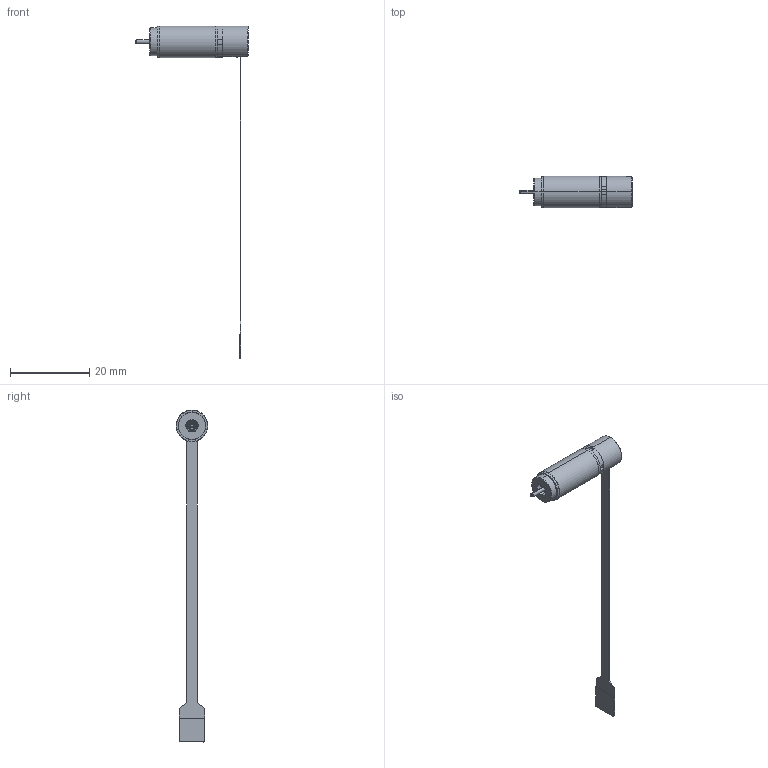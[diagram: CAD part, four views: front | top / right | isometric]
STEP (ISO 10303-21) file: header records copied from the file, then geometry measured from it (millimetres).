
FILE_DESCRIPTION(('STEP AP214'),'1');
FILE_NAME('cctmp_F5C38B2E-1D09-4C0D-90A6-87F955F820D9_2021_3_2_17_45_44_120..stp','2021-03-02T16:45:44',('maxon motor ag'),('CADClick - www.CADClick.com'),'Spatial InterOp 3D',' ','unknown authorization');
FILE_SCHEMA(('AUTOMOTIVE_DESIGN'));
Length unit declared in the file: millimetre
Products named in the file (7): 0
Assembly tree (6 placements, depth 2):
  (unnamed)
    0
    0
    0
    0
    0
    0
Bounding box: 28.5 x 8 x 84 mm (x, y, z)
Volume: 1147.8 mm3; surface area: 1664.1 mm2
Topology: 19 solids, 19 shells, 220 faces, 474 edges, 306 vertices
Faces by surface type: plane 130, cylinder 66, torus 16, cone 8
Entity records: 8019 total; most frequent: DIRECTION 1091, CARTESIAN_POINT 1029, ORIENTED_EDGE 948, EDGE_CURVE 474, AXIS2_PLACEMENT_3D 394, VERTEX_POINT 306, LINE 303, VECTOR 303
